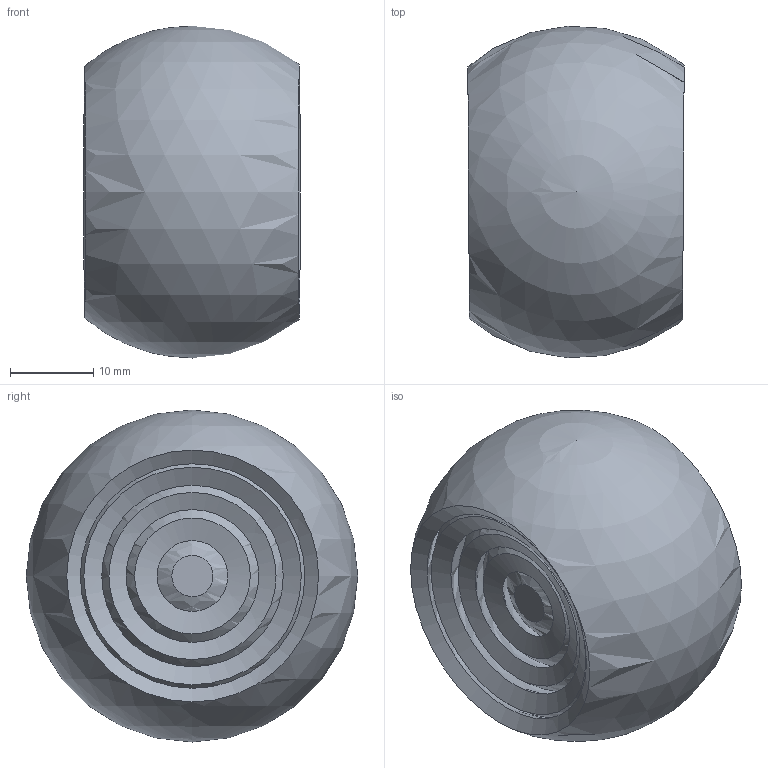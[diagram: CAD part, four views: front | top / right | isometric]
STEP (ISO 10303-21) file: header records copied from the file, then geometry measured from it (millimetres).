
FILE_DESCRIPTION(/* description */ (''),/* implementation_level */ '2;1');
FILE_NAME(/* name */ 'Gyro3 v3.step',/* time_stamp */ '2019-02-26T21:48:37+09:00',/* author */ (''),/* organization */ (''),/* preprocessor_version */ 'ST-DEVELOPER v17.2',/* originating_system */ 'Autodesk Translation Framework v7.6.0.251',/* authorisation */ '');
FILE_SCHEMA (('AUTOMOTIVE_DESIGN { 1 0 10303 214 3 1 1 }'));
Length unit declared in the file: millimetre
Products named in the file (8): Gyro3; Component1; Component2; Component3; Component4; Component5; Component6; Component7
Assembly tree (7 placements, depth 3):
  Gyro3
    Component1
      Component2
      Component3
      Component4
      Component5
      Component6
      Component7
Bounding box: 26.07 x 39.93 x 40 mm (x, y, z)
Volume: 18671.5 mm3; surface area: 18735.4 mm2
Topology: 6 solids, 7 shells, 21 faces, 78 edges, 58 vertices
Faces by surface type: sphere 21
Entity records: 1057 total; most frequent: DIRECTION 186, CARTESIAN_POINT 151, ORIENTED_EDGE 112, AXIS2_PLACEMENT_3D 93, VERTEX_POINT 58, CIRCLE 56, EDGE_CURVE 56, EDGE_LOOP 38
